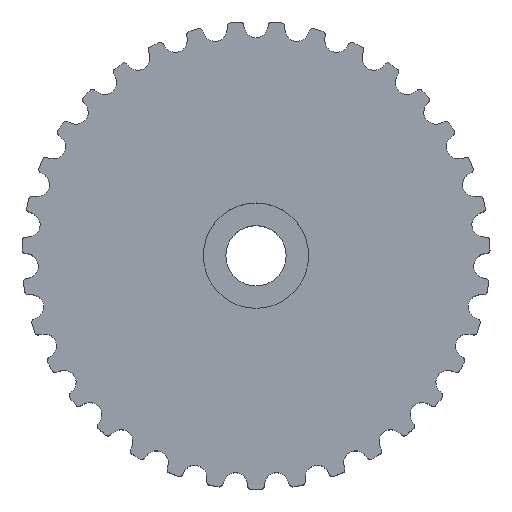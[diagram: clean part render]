
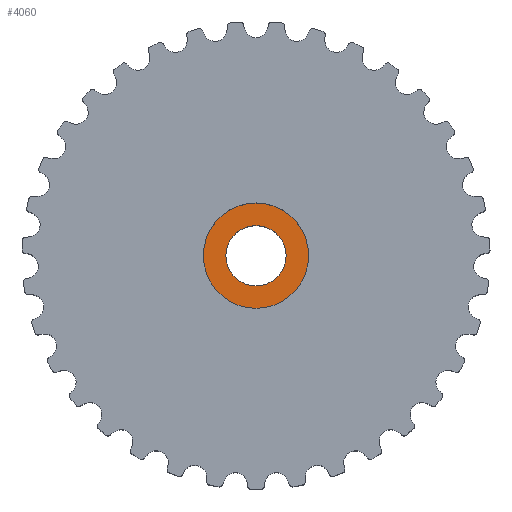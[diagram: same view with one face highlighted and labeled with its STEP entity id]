
A CAD part, top view. The second image highlights one B-rep face of the part: STEP entity #4060.
In plain terms, the highlighted planar face has unit normal (0, 0, 1).
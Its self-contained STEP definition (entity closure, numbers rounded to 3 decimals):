
#653=FACE_BOUND('',#1086,.T.);
#868=FACE_OUTER_BOUND('',#1085,.T.);
#1085=EDGE_LOOP('',(#3841));
#1086=EDGE_LOOP('',(#3842));
#1509=CIRCLE('',#4710,2.45);
#1510=CIRCLE('',#4712,1.4);
#1933=VERTEX_POINT('',#7474);
#1934=VERTEX_POINT('',#7478);
#2568=EDGE_CURVE('',#1933,#1933,#1509,.T.);
#2569=EDGE_CURVE('',#1934,#1934,#1510,.T.);
#3841=ORIENTED_EDGE('',*,*,#2568,.T.);
#3842=ORIENTED_EDGE('',*,*,#2569,.T.);
#3845=PLANE('',#4713);
#4060=ADVANCED_FACE('',(#868,#653),#3845,.T.);
#4710=AXIS2_PLACEMENT_3D('',#7476,#6197,#6198);
#4712=AXIS2_PLACEMENT_3D('',#7479,#6201,#6202);
#4713=AXIS2_PLACEMENT_3D('',#7481,#6204,#6205);
#6197=DIRECTION('center_axis',(0.,0.,1.));
#6198=DIRECTION('ref_axis',(1.,0.,0.));
#6201=DIRECTION('center_axis',(0.,0.,-1.));
#6202=DIRECTION('ref_axis',(-1.,0.,0.));
#6204=DIRECTION('center_axis',(0.,0.,1.));
#6205=DIRECTION('ref_axis',(1.,0.,0.));
#7474=CARTESIAN_POINT('',(-2.45,0.,3.));
#7476=CARTESIAN_POINT('Origin',(0.,0.,3.));
#7478=CARTESIAN_POINT('',(1.4,0.,3.));
#7479=CARTESIAN_POINT('Origin',(0.,0.,3.));
#7481=CARTESIAN_POINT('Origin',(0.,0.,3.));
